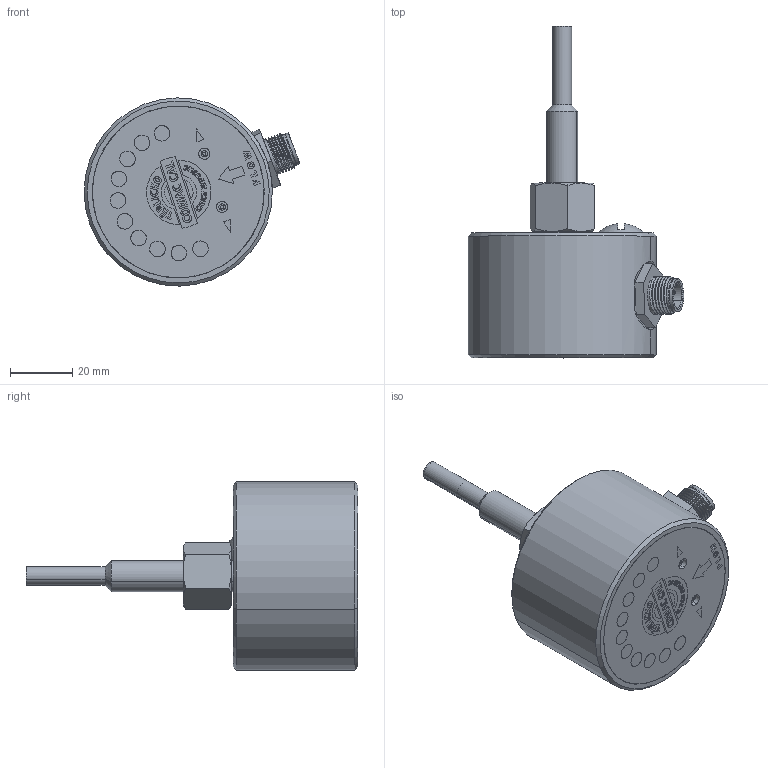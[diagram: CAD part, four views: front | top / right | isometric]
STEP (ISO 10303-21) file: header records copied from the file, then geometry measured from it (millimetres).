
FILE_DESCRIPTION (( 'STEP AP203' ), '1' );
FILE_NAME ('FSXXEx_65mm.STEP', '2020-05-27T20:33:42', ( 'Uživatel systému Windows' ), ( '' ), 'SwSTEP 2.0', 'SolidWorks 2017', '' );
FILE_SCHEMA (( 'CONFIG_CONTROL_DESIGN' ));
Length unit declared in the file: millimetre
Products named in the file (11): FS_Matka; FS_Pouzdro; FSXXEx_65mm; FS_Pøedni štítek i s laserem; FS_Stopka_65mm; FS_Svìtlovod; FS_Tlaèítko; FS_Zadní štítek; FS_Záøezný kroužek; FS_M12_Konektor; FS_Hlava záslepky
Assembly tree (20 placements, depth 2):
  FSXXEx_65mm
    FS_Hlava záslepky
    FS_Pouzdro
    FS_Pøedni štítek i s laserem
    FS_Stopka_65mm
    FS_Svìtlovod  x10
    FS_Tlaèítko  x2
    FS_Zadní štítek
    FS_Záøezný kroužek
    FS_M12_Konektor
    FS_Matka
Bounding box: 69.11 x 106.31 x 60.3 mm (x, y, z)
Volume: 45434.8 mm3; surface area: 37132.6 mm2
Topology: 20 solids, 20 shells, 905 faces, 2323 edges, 1532 vertices
Faces by surface type: plane 495, bspline 189, cylinder 179, cone 40, sphere 2
Entity records: 33850 total; most frequent: CARTESIAN_POINT 12639, ORIENTED_EDGE 4502, DIRECTION 3283, EDGE_CURVE 2251, VERTEX_POINT 1484, LINE 1379, VECTOR 1379, EDGE_LOOP 975
